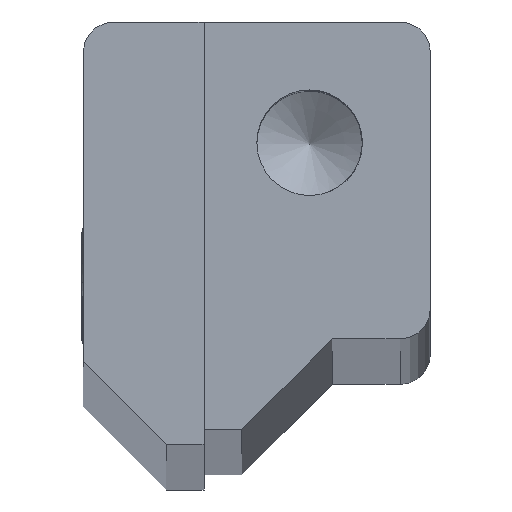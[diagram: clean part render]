
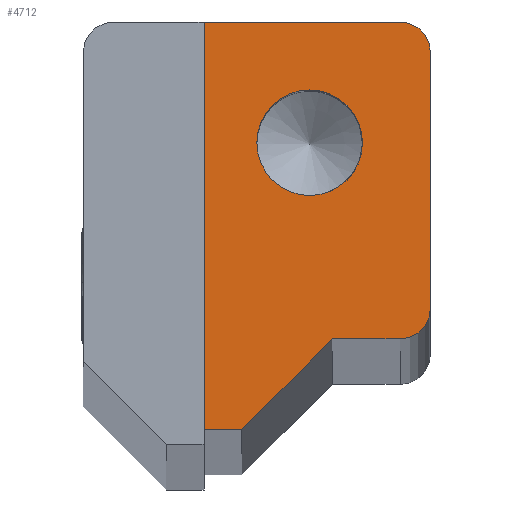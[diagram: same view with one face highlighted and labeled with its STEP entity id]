
A CAD part, top view. The second image highlights one B-rep face of the part: STEP entity #4712.
In plain terms, the highlighted planar face has unit normal (0, 0, 1).
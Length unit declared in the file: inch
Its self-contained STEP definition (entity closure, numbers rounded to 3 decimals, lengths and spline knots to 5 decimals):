
#251=LINE($,#7441,#299);
#255=LINE($,#7823,#303);
#259=LINE($,#7831,#307);
#262=LINE($,#7837,#310);
#265=LINE($,#7843,#313);
#269=LINE($,#7857,#317);
#299=VECTOR($,#5830,1.0625);
#303=VECTOR($,#6316,0.53033);
#307=VECTOR($,#6322,0.15625);
#310=VECTOR($,#6327,1.6875);
#313=VECTOR($,#6332,0.8125);
#317=VECTOR($,#6350,0.28125);
#354=PLANE($,#5224);
#669=FACE_BOUND($,#1805,.T.);
#670=FACE_BOUND($,#1806,.T.);
#1805=EDGE_LOOP($,(#3989));
#1806=EDGE_LOOP($,(#3990,#3991,#3992,#3993,#3994,#3995,#3996,#3997));
#2280=CIRCLE($,#4930,0.21875);
#2447=CIRCLE($,#5217,0.125);
#2449=CIRCLE($,#5220,0.125);
#2689=VERTEX_POINT($,#7361);
#2725=VERTEX_POINT($,#7439);
#2726=VERTEX_POINT($,#7440);
#2862=VERTEX_POINT($,#7821);
#2863=VERTEX_POINT($,#7822);
#2866=VERTEX_POINT($,#7830);
#2868=VERTEX_POINT($,#7836);
#2870=VERTEX_POINT($,#7842);
#2872=VERTEX_POINT($,#7851);
#3134=EDGE_CURVE($,#2689,#2689,#2280,.T.);
#3170=EDGE_CURVE($,#2725,#2726,#251,.T.);
#3307=EDGE_CURVE($,#2862,#2863,#255,.T.);
#3311=EDGE_CURVE($,#2863,#2866,#259,.T.);
#3314=EDGE_CURVE($,#2866,#2868,#262,.T.);
#3317=EDGE_CURVE($,#2868,#2870,#265,.T.);
#3320=EDGE_CURVE($,#2870,#2725,#2447,.T.);
#3322=EDGE_CURVE($,#2726,#2872,#2449,.T.);
#3325=EDGE_CURVE($,#2872,#2862,#269,.T.);
#3989=ORIENTED_EDGE($,*,*,#3134,.T.);
#3990=ORIENTED_EDGE($,*,*,#3307,.F.);
#3991=ORIENTED_EDGE($,*,*,#3325,.F.);
#3992=ORIENTED_EDGE($,*,*,#3322,.F.);
#3993=ORIENTED_EDGE($,*,*,#3170,.F.);
#3994=ORIENTED_EDGE($,*,*,#3320,.F.);
#3995=ORIENTED_EDGE($,*,*,#3317,.F.);
#3996=ORIENTED_EDGE($,*,*,#3314,.F.);
#3997=ORIENTED_EDGE($,*,*,#3311,.F.);
#4712=ADVANCED_FACE($,(#669,#670),#354,.T.);
#4930=AXIS2_PLACEMENT_3D($,#7362,#5746,#5747);
#5217=AXIS2_PLACEMENT_3D($,#7848,#6337,#6338);
#5220=AXIS2_PLACEMENT_3D($,#7852,#6343,#6344);
#5224=AXIS2_PLACEMENT_3D($,#7860,#6354,#6355);
#5746=DIRECTION('center_axis',(0.,0.,-1.));
#5747=DIRECTION('ref_axis',(1.,0.,0.));
#5830=DIRECTION($,(0.,-1.,0.));
#6316=DIRECTION($,(-0.707,-0.707,0.));
#6322=DIRECTION($,(-1.,0.,0.));
#6327=DIRECTION($,(0.,1.,0.));
#6332=DIRECTION($,(1.,0.,0.));
#6337=DIRECTION('center_axis',(0.,0.,-1.));
#6338=DIRECTION('ref_axis',(1.,0.,0.));
#6343=DIRECTION('center_axis',(0.,0.,-1.));
#6344=DIRECTION('ref_axis',(0.,-1.,0.));
#6350=DIRECTION($,(-1.,0.,0.));
#6354=DIRECTION('center_axis',(0.,0.,1.));
#6355=DIRECTION('ref_axis',(1.,0.,0.));
#7361=CARTESIAN_POINT('',(0.625,0.8125,108.));
#7362=CARTESIAN_POINT('Origin',(0.40625,0.8125,108.));
#7439=CARTESIAN_POINT('',(0.90625,1.1875,108.));
#7440=CARTESIAN_POINT('',(0.90625,0.125,108.));
#7441=CARTESIAN_POINT($,(0.90625,0.125,108.));
#7821=CARTESIAN_POINT('',(0.5,0.,108.));
#7822=CARTESIAN_POINT('',(0.125,-0.375,108.));
#7823=CARTESIAN_POINT($,(0.125,-0.375,108.));
#7830=CARTESIAN_POINT('',(-0.03125,-0.375,108.));
#7831=CARTESIAN_POINT($,(-0.03125,-0.375,108.));
#7836=CARTESIAN_POINT('',(-0.03125,1.3125,108.));
#7837=CARTESIAN_POINT($,(-0.03125,1.3125,108.));
#7842=CARTESIAN_POINT('',(0.78125,1.3125,108.));
#7843=CARTESIAN_POINT($,(0.78125,1.3125,108.));
#7848=CARTESIAN_POINT('Origin',(0.78125,1.1875,108.));
#7851=CARTESIAN_POINT('',(0.78125,0.,108.));
#7852=CARTESIAN_POINT('Origin',(0.78125,0.125,108.));
#7857=CARTESIAN_POINT($,(0.5,0.,108.));
#7860=CARTESIAN_POINT('Origin',(0.38705,0.53917,108.));
